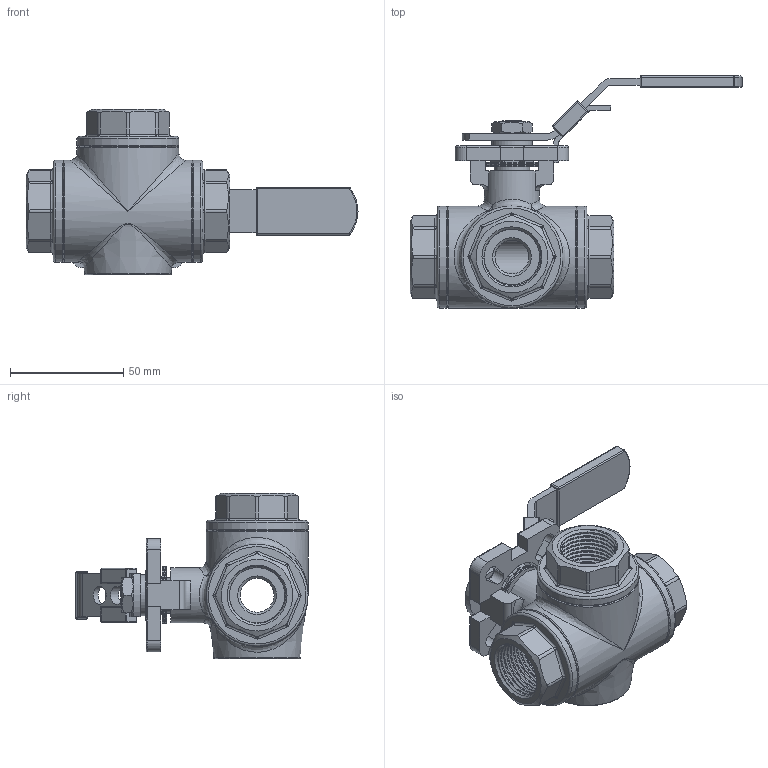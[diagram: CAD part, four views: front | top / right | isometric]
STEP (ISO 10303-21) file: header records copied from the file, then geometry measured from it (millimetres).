
FILE_DESCRIPTION(/* description */ ('Unknown'),/* implementation_level */ '2;1');
FILE_NAME(/* name */ '9334_9335-05',/* time_stamp */ '2020-10-20T09:02:22+02:00',/* author */ ('Unknown'),/* organization */ ('Unknown'),/* preprocessor_version */ 'ST-DEVELOPER v16.7',/* originating_system */ 'Solid Edge',/* authorisation */ 'Unknown');
FILE_SCHEMA (('AUTOMOTIVE_DESIGN {1 0 10303 214 3 1 1}'));
Products named in the file (1): 8.303_308.020
Bounding box: 146.54 x 102.43 x 73 mm (x, y, z)
Volume: 160060.6 mm3; surface area: 45418.8 mm2
Topology: 1 solids, 1 shells, 893 faces, 2581 edges, 1666 vertices
Faces by surface type: plane 388, cylinder 232, bspline 201, torus 34, sphere 20, cone 18
Full cylindrical faces by diameter (mm): 8 x2, 8.4 x1, 15 x2, 15.7 x1, 18 x1, 24.3 x1, 25 x2, 27 x1, 32 x1, 45 x5
Entity records: 59736 total; most frequent: CARTESIAN_POINT 38898, ORIENTED_EDGE 4964, DIRECTION 3329, EDGE_CURVE 2482, VERTEX_POINT 1649, LINE 1327, VECTOR 1327, EDGE_LOOP 1015
